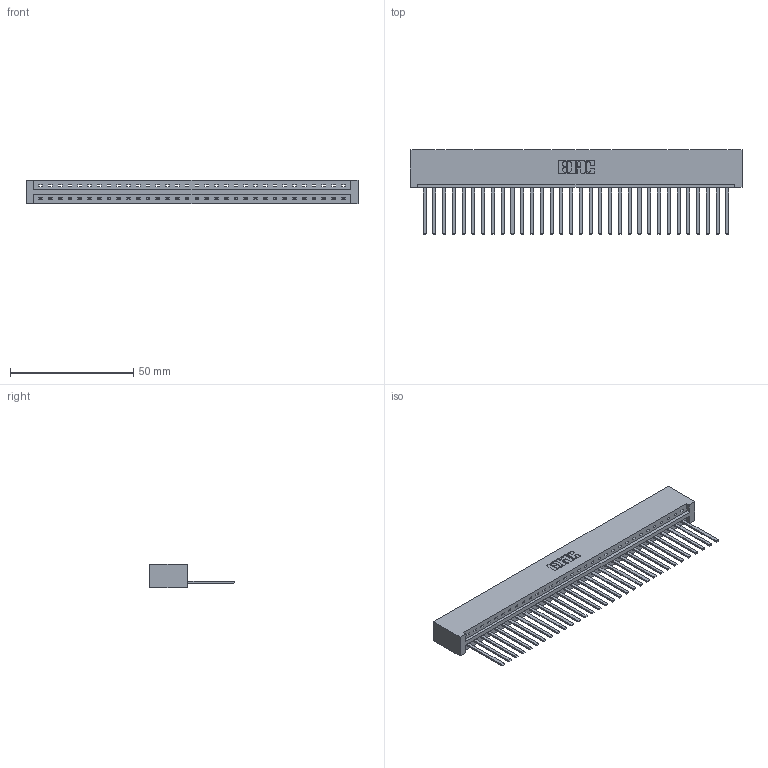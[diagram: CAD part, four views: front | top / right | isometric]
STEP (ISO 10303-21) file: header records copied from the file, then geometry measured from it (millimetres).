
FILE_DESCRIPTION (( 'STEP AP203' ), '1' );
FILE_NAME ('387-032-544-101.STEP', '2019-10-03T21:03:48', ( '' ), ( '' ), 'SwSTEP 2.0', 'SolidWorks 2016', '' );
FILE_SCHEMA (( 'CONFIG_CONTROL_DESIGN' ));
Length unit declared in the file: inch
Products named in the file (3): 345-292-001_345-293-144; 387-032-544-101; 337 Part_No Mounting Lugs
Assembly tree (33 placements, depth 2):
  387-032-544-101
    337 Part_No Mounting Lugs
    345-292-001_345-293-144  x32
Bounding box: 134.67 x 34.3 x 9.4 mm (x, y, z)
Volume: 14980.9 mm3; surface area: 16625.7 mm2
Topology: 33 solids, 33 shells, 1898 faces, 5727 edges, 3774 vertices
Faces by surface type: plane 1410, cylinder 488
Entity records: 24619 total; most frequent: CARTESIAN_POINT 4294, ORIENTED_EDGE 4262, DIRECTION 3623, EDGE_CURVE 2131, LINE 2015, VECTOR 2015, VERTEX_POINT 1418, AXIS2_PLACEMENT_3D 804
